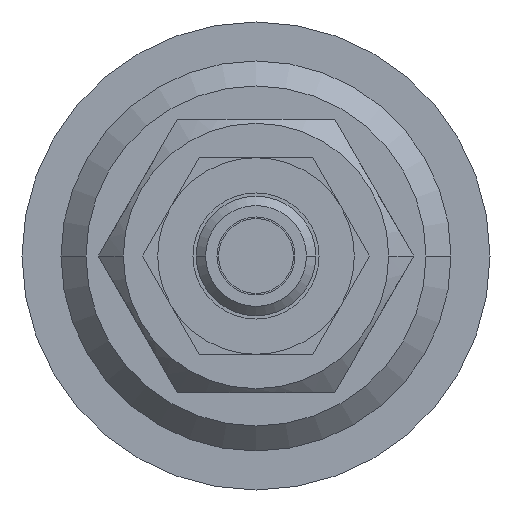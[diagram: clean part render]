
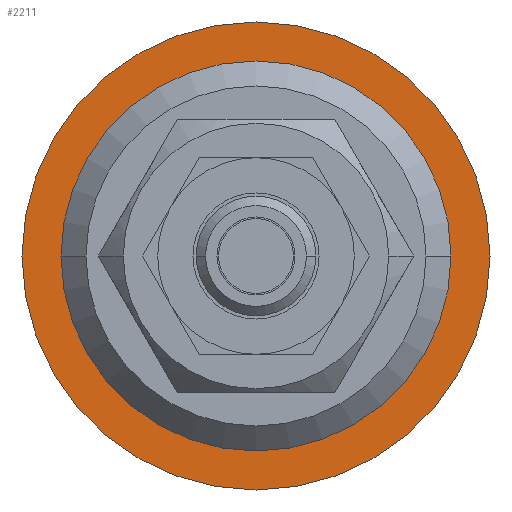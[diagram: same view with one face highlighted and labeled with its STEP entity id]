
A CAD part, front view. The second image highlights one B-rep face of the part: STEP entity #2211.
In plain terms, the highlighted planar face has unit normal (0, -1, 0).
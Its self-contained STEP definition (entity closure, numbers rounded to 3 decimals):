
#654=CARTESIAN_POINT('',(0.,67.412,0.));
#655=DIRECTION('',(0.,1.,0.));
#656=DIRECTION('',(1.,0.,0.));
#657=AXIS2_PLACEMENT_3D('',#654,#655,#656);
#659=CARTESIAN_POINT('',(0.,67.412,0.));
#660=DIRECTION('',(0.,-1.,0.));
#661=DIRECTION('',(1.,0.,0.));
#662=AXIS2_PLACEMENT_3D('',#659,#660,#661);
#664=CARTESIAN_POINT('',(0.,67.412,0.));
#665=DIRECTION('',(0.,-1.,0.));
#666=DIRECTION('',(1.,0.,0.));
#667=AXIS2_PLACEMENT_3D('',#664,#665,#666);
#677=CARTESIAN_POINT('',(0.,67.412,0.));
#678=DIRECTION('',(0.,1.,0.));
#679=DIRECTION('',(1.,0.,0.));
#680=AXIS2_PLACEMENT_3D('',#677,#678,#679);
#1198=CARTESIAN_POINT('',(19.05,67.412,0.));
#1200=VERTEX_POINT('',#1198);
#1210=CARTESIAN_POINT('',(-19.05,67.412,0.));
#1212=VERTEX_POINT('',#1210);
#1222=CARTESIAN_POINT('',(13.716,67.412,0.));
#1223=CARTESIAN_POINT('',(-13.716,67.412,0.));
#1224=VERTEX_POINT('',#1222);
#1225=VERTEX_POINT('',#1223);
#2196=CARTESIAN_POINT('',(0.,67.412,0.));
#2197=DIRECTION('',(0.,-1.,0.));
#2198=DIRECTION('',(-1.,0.,0.));
#2199=AXIS2_PLACEMENT_3D('',#2196,#2197,#2198);
#2200=PLANE('',#2199);
#2202=ORIENTED_EDGE('',*,*,#2201,.F.);
#2204=ORIENTED_EDGE('',*,*,#2203,.T.);
#2205=EDGE_LOOP('',(#2202,#2204));
#2206=FACE_OUTER_BOUND('',#2205,.F.);
#2207=ORIENTED_EDGE('',*,*,#2183,.F.);
#2208=ORIENTED_EDGE('',*,*,#2162,.T.);
#2209=EDGE_LOOP('',(#2207,#2208));
#2210=FACE_BOUND('',#2209,.F.);
#2211=ADVANCED_FACE('',(#2206,#2210),#2200,.T.);
#658=CIRCLE('',#657,13.716);
#663=CIRCLE('',#662,13.716);
#668=CIRCLE('',#667,19.05);
#681=CIRCLE('',#680,19.05);
#2162=EDGE_CURVE('',#1224,#1225,#663,.T.);
#2183=EDGE_CURVE('',#1224,#1225,#658,.T.);
#2201=EDGE_CURVE('',#1200,#1212,#668,.T.);
#2203=EDGE_CURVE('',#1200,#1212,#681,.T.);
